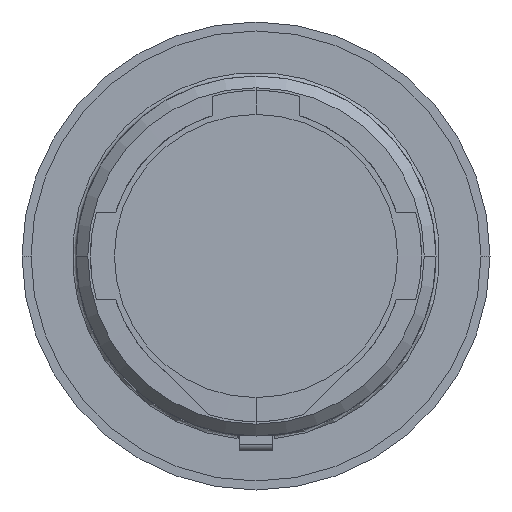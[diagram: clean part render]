
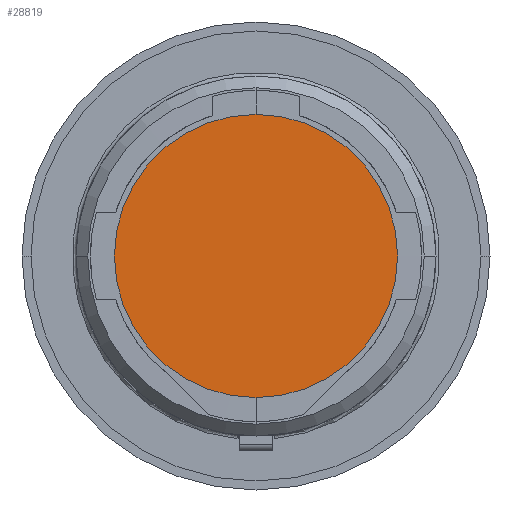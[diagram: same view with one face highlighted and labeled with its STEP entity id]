
A CAD part, front view. The second image highlights one B-rep face of the part: STEP entity #28819.
In plain terms, the highlighted planar face has unit normal (0, -1, 0).
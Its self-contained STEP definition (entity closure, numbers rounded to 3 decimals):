
#14694=CARTESIAN_POINT('',(0.,0.,0.));
#14695=DIRECTION('',(0.,-1.,0.));
#14696=DIRECTION('',(-1.,0.,0.));
#14697=AXIS2_PLACEMENT_3D('',#14694,#14695,#14696);
#14702=CARTESIAN_POINT('',(0.,0.,0.));
#14703=DIRECTION('',(0.,1.,0.));
#14704=DIRECTION('',(-1.,0.,0.));
#14705=AXIS2_PLACEMENT_3D('',#14702,#14703,#14704);
#15300=CARTESIAN_POINT('',(-11.8,0.,0.));
#15301=CARTESIAN_POINT('',(11.8,0.,0.));
#15302=VERTEX_POINT('',#15300);
#15303=VERTEX_POINT('',#15301);
#28810=CARTESIAN_POINT('',(0.,0.,0.));
#28811=DIRECTION('',(0.,-1.,0.));
#28812=DIRECTION('',(-1.,0.,0.));
#28813=AXIS2_PLACEMENT_3D('',#28810,#28811,#28812);
#28814=PLANE('',#28813);
#28815=ORIENTED_EDGE('',*,*,#28759,.F.);
#28816=ORIENTED_EDGE('',*,*,#28804,.T.);
#28817=EDGE_LOOP('',(#28815,#28816));
#28818=FACE_OUTER_BOUND('',#28817,.F.);
#28819=ADVANCED_FACE('',(#28818),#28814,.T.);
#14698=CIRCLE('',#14697,11.8);
#14706=CIRCLE('',#14705,11.8);
#28759=EDGE_CURVE('',#15302,#15303,#14698,.T.);
#28804=EDGE_CURVE('',#15302,#15303,#14706,.T.);
